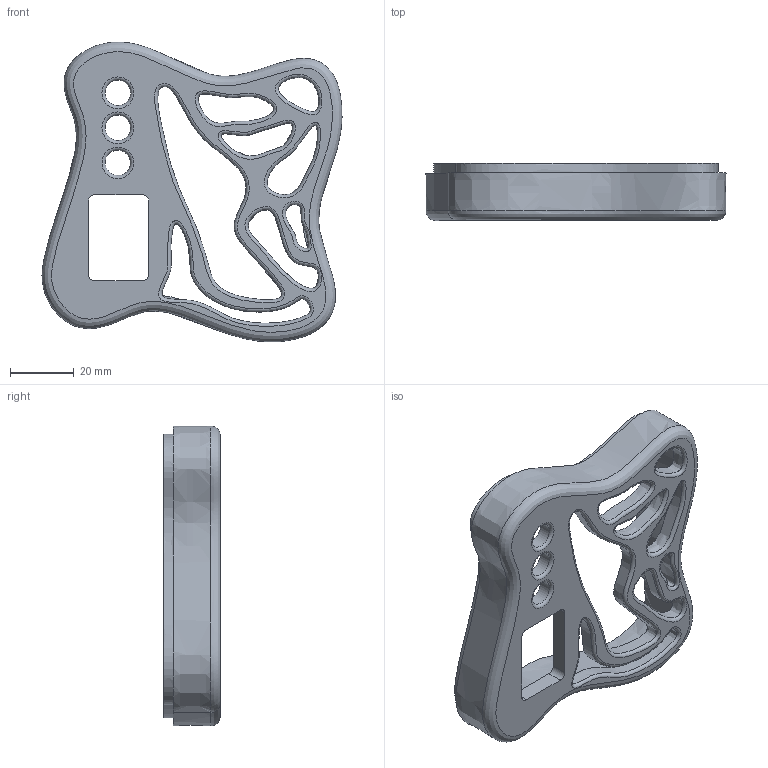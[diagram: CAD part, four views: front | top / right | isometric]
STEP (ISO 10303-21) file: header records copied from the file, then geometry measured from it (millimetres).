
FILE_DESCRIPTION(('STEP AP203'), '1');
FILE_NAME('浯 2', '', ('UNSPECIFIED'), ('UNSPECIFIED'), 'C3D Converter', 'C3D Toolkit', '');
FILE_SCHEMA(('CONFIG_CONTROL_DESIGN'));
Length unit declared in the file: millimetre
Bounding box: 94.34 x 17.86 x 94.27 mm (x, y, z)
Volume: 39961.2 mm3; surface area: 21951.7 mm2
Topology: 1 solids, 1 shells, 41 faces, 114 edges, 74 vertices
Faces by surface type: extrusion 11, plane 11, bspline 9, cylinder 7, torus 3
Full cylindrical faces by diameter (mm): 7.935 x1, 8 x2
Entity records: 18607 total; most frequent: CARTESIAN_POINT 17679, ORIENTED_EDGE 180, DIRECTION 115, EDGE_CURVE 90, EDGE_LOOP 88, VERTEX_POINT 74, FACE_BOUND 55, B_SPLINE_CURVE_WITH_KNOTS 55
